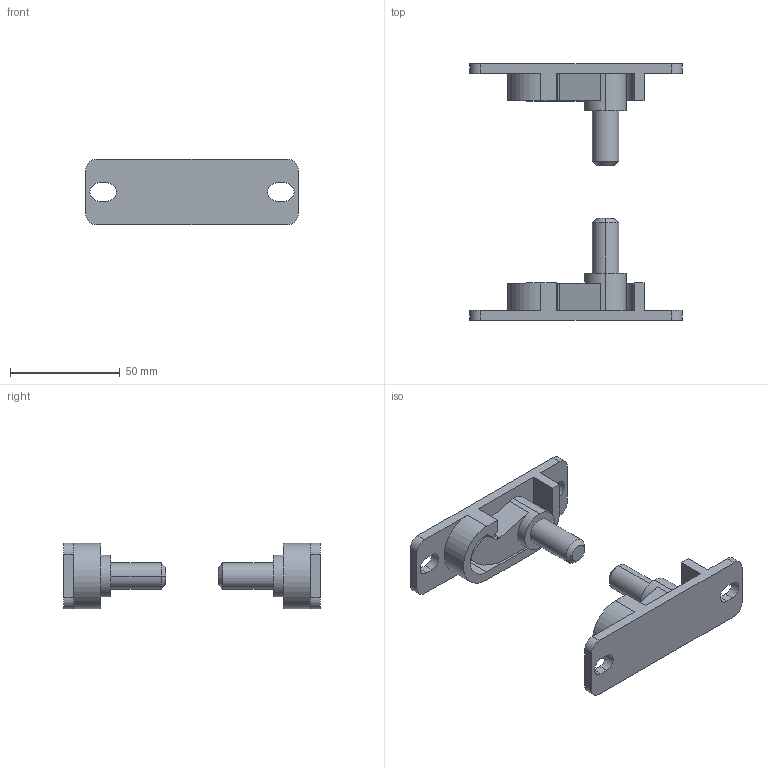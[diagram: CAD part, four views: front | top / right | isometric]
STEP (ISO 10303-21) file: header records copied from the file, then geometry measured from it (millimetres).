
FILE_DESCRIPTION (( 'STEP AP203' ), '1' );
FILE_NAME ('sone3D.STEP', '2016-04-05T09:14:31', ( '' ), ( '' ), 'SwSTEP 2.0', 'SolidWorks 2012', '' );
FILE_SCHEMA (( 'CONFIG_CONTROL_DESIGN' ));
Length unit declared in the file: millimetre
Products named in the file (5): sone3D; FA-1815-S-5僼僢僋__L; FA-1815-S-5僉乕僷乕__L; FA-1815-S-5僼僢僋__R; FA-1815-S-5僉乕僷乕__R
Assembly tree (4 placements, depth 2):
  sone3D
    FA-1815-S-5僉乕僷乕__R
    FA-1815-S-5僼僢僋__R
    FA-1815-S-5僉乕僷乕__L
    FA-1815-S-5僼僢僋__L
Bounding box: 97 x 117 x 30 mm (x, y, z)
Volume: 63780.1 mm3; surface area: 27861.1 mm2
Topology: 4 solids, 4 shells, 102 faces, 270 edges, 178 vertices
Faces by surface type: plane 50, cylinder 48, cone 4
Entity records: 3727 total; most frequent: DIRECTION 590, CARTESIAN_POINT 557, ORIENTED_EDGE 540, EDGE_CURVE 270, AXIS2_PLACEMENT_3D 211, VERTEX_POINT 178, VECTOR 168, LINE 168
